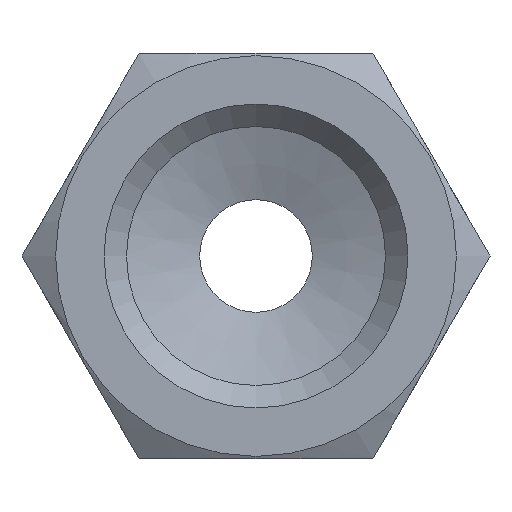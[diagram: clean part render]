
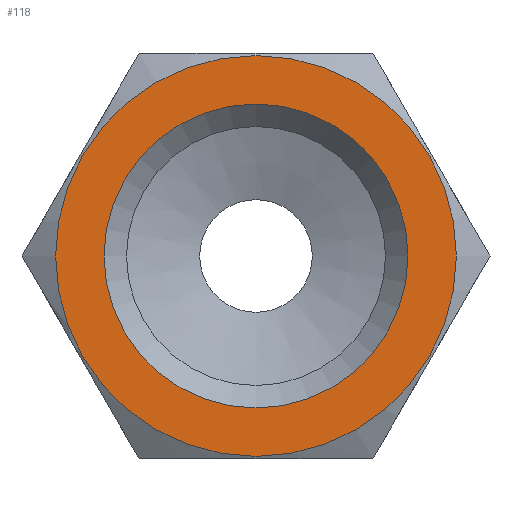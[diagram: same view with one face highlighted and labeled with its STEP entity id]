
A CAD part, front view. The second image highlights one B-rep face of the part: STEP entity #118.
In plain terms, the highlighted planar face has unit normal (0, -1, 0).
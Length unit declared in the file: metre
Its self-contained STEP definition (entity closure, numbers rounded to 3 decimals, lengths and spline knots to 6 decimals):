
#118 = ADVANCED_FACE( 'NONE', ( #267, #268 ), #269, .T. );
#267 = FACE_OUTER_BOUND( '', #438, .T. );
#268 = FACE_BOUND( '', #439, .T. );
#269 = PLANE( '', #440 );
#438 = EDGE_LOOP( '', ( #698 ) );
#439 = EDGE_LOOP( '', ( #699 ) );
#440 = AXIS2_PLACEMENT_3D( '', #700, #701, #702 );
#698 = ORIENTED_EDGE( '', *, *, #877, .T. );
#699 = ORIENTED_EDGE( '', *, *, #897, .F. );
#700 = CARTESIAN_POINT( '', ( 0., 0., 0. ) );
#701 = DIRECTION( '', ( 0., -1., 0. ) );
#702 = DIRECTION( '', ( 0., 0., -1. ) );
#877 = EDGE_CURVE( 'NONE', #1026, #1026, #1027, .T. );
#897 = EDGE_CURVE( 'NONE', #1056, #1056, #1057, .T. );
#1026 = VERTEX_POINT( '', #1324 );
#1027 = CIRCLE( '', #1325, 0.0089 );
#1056 = VERTEX_POINT( '', #1356 );
#1057 = CIRCLE( '', #1357, 0.00675 );
#1324 = CARTESIAN_POINT( '', ( 0., 0., -0.0089 ) );
#1325 = AXIS2_PLACEMENT_3D( '', #1547, #1548, #1549 );
#1356 = CARTESIAN_POINT( '', ( 0., 0., -0.00675 ) );
#1357 = AXIS2_PLACEMENT_3D( '', #1579, #1580, #1581 );
#1547 = CARTESIAN_POINT( '', ( 0., 0., 0. ) );
#1548 = DIRECTION( '', ( 0., -1., 0. ) );
#1549 = DIRECTION( '', ( 0., 0., -1. ) );
#1579 = CARTESIAN_POINT( '', ( 0., 0., 0. ) );
#1580 = DIRECTION( '', ( 0., -1., 0. ) );
#1581 = DIRECTION( '', ( 0., 0., -1. ) );
